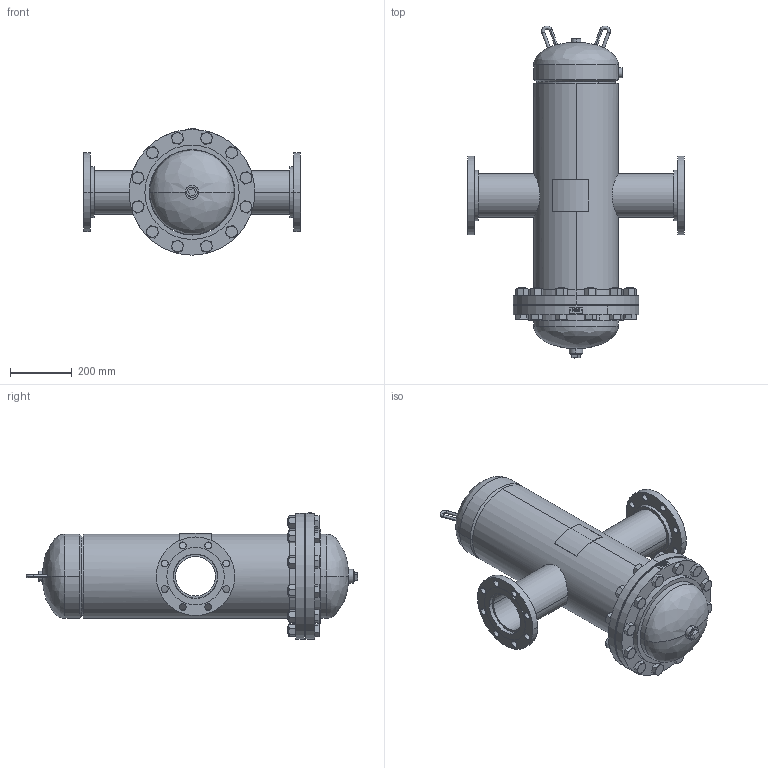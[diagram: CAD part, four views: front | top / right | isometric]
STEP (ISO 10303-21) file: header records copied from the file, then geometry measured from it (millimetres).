
FILE_DESCRIPTION (( 'STEP AP203' ), '1' );
FILE_NAME ('WVA-5.STEP', '2019-07-25T18:44:02', ( '' ), ( '' ), 'SwSTEP 2.0', 'SolidWorks 2019', '' );
FILE_SCHEMA (( 'CONFIG_CONTROL_DESIGN' ));
Length unit declared in the file: inch
Products named in the file (19): 9201570; 72A0490; 9500050; SORF FLANGES ASME B16.5_10 150# SA-105; 9301100_9.5; WVA-5; SORF FLANGES ASME B16.5_5 150# SA-105; 9600830_10.75" vert; PLUGS_9500150; 9800614_9800614; 9800635_9800635; 9500030; 99M3580_16; Garlock F.F. Gaskets 150# .0625 tk_9471010; 9400540_tall; 99P0111; 9400526
Assembly tree (45 placements, depth 3):
  WVA-5
    99P0111
    9201570
    9201570
    9500030  x2
    9500050
    72A0490
      9301100_9.5
      SORF FLANGES ASME B16.5_5 150# SA-105
    72A0490
      9301100_9.5
      SORF FLANGES ASME B16.5_5 150# SA-105
    SORF FLANGES ASME B16.5_10 150# SA-105  x2
    Garlock F.F. Gaskets 150# .0625 tk_9471010
    9800614_9800614  x12
    9800635_9800635  x12
    9400526
    9400540_tall  x2
    PLUGS_9500150
    99M3580_16
    9600830_10.75" vert
Bounding box: 704.85 x 1073.51 x 408.18 mm (x, y, z)
Volume: 15493737.6 mm3; surface area: 3202461.8 mm2
Topology: 43 solids, 43 shells, 927 faces, 2108 edges, 1296 vertices
Faces by surface type: plane 302, cone 298, cylinder 284, bspline 39, torus 4
Entity records: 17279 total; most frequent: CARTESIAN_POINT 6717, DIRECTION 1646, ORIENTED_EDGE 1576, EDGE_CURVE 788, AXIS2_PLACEMENT_3D 701, VERTEX_POINT 512, EDGE_LOOP 426, CIRCLE 370
